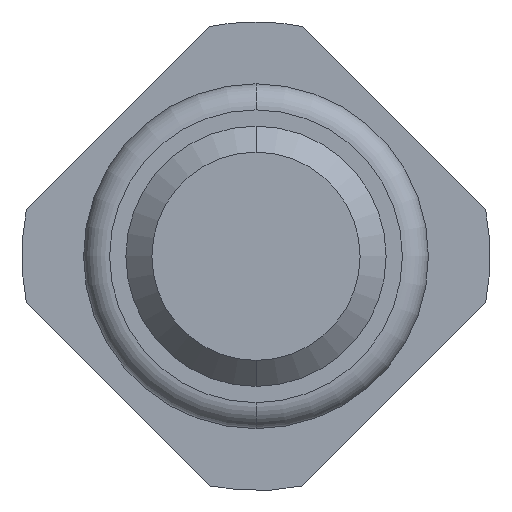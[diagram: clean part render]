
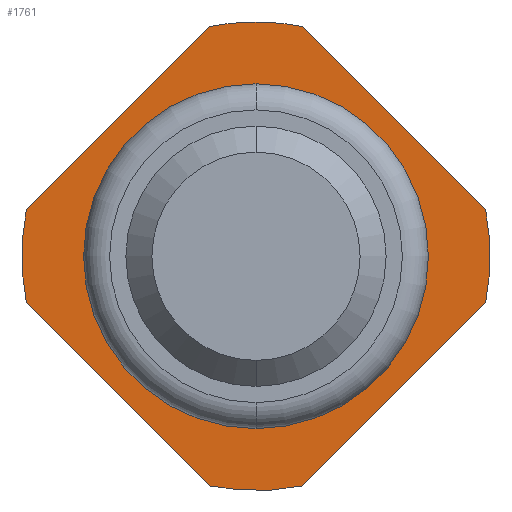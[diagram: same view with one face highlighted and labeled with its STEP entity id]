
A CAD part, front view. The second image highlights one B-rep face of the part: STEP entity #1761.
In plain terms, the highlighted planar face has unit normal (0, -1, 0).
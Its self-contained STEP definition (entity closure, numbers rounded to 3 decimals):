
#61 = ORIENTED_EDGE ( 'NONE', *, *, #4558, .F. ) ;
#202 = ORIENTED_EDGE ( 'NONE', *, *, #2159, .F. ) ;
#247 = EDGE_CURVE ( 'Defeature ausgef�hrt2_2+Defeature ausgef�hrt2_0+Defeature ausgef�hrt2_17+Defeature ausgef�hrt2_18', #3391, #1465, #573, .T. ) ;
#264 = LINE ( 'NONE', #2022, #2188 ) ;
#304 = EDGE_CURVE ( 'Defeature ausgef�hrt2_15+Defeature ausgef�hrt2_0+Defeature ausgef�hrt2_1+Defeature ausgef�hrt2_4', #2080, #2658, #731, .T. ) ;
#322 = ORIENTED_EDGE ( 'NONE', *, *, #304, .F. ) ;
#330 = DIRECTION ( 'NONE',  ( 0., 0., 1. ) ) ;
#355 = DIRECTION ( 'NONE',  ( 0., 1., 0. ) ) ;
#367 = CARTESIAN_POINT ( 'NONE',  ( -1.764, -2., -0.357 ) ) ;
#471 = EDGE_CURVE ( 'Defeature ausgef�hrt2_17+Defeature ausgef�hrt2_0+Defeature ausgef�hrt2_3+Defeature ausgef�hrt2_2', #487, #2265, #4196, .T. ) ;
#477 = CARTESIAN_POINT ( 'NONE',  ( 0., -2., 1.325 ) ) ;
#487 = VERTEX_POINT ( 'NONE', #2830 ) ;
#530 = AXIS2_PLACEMENT_3D ( 'NONE', #1114, #1473, #1098 ) ;
#531 = CARTESIAN_POINT ( 'NONE',  ( -0.357, -2., 1.764 ) ) ;
#549 = CIRCLE ( 'NONE', #530, 1.325 ) ;
#572 = CARTESIAN_POINT ( 'NONE',  ( 1.764, -2., -0.357 ) ) ;
#573 = CIRCLE ( 'NONE', #1034, 1.8 ) ;
#588 = EDGE_LOOP ( 'NONE', ( #1152, #2943 ) ) ;
#607 = AXIS2_PLACEMENT_3D ( 'NONE', #1909, #1515, #3252 ) ;
#627 = VERTEX_POINT ( 'NONE', #1867 ) ;
#675 = ORIENTED_EDGE ( 'NONE', *, *, #247, .F. ) ;
#713 = AXIS2_PLACEMENT_3D ( 'NONE', #2581, #4357, #1547 ) ;
#720 = DIRECTION ( 'NONE',  ( 0., 0., 1. ) ) ;
#727 = CARTESIAN_POINT ( 'NONE',  ( 0., -2., 0. ) ) ;
#731 = LINE ( 'NONE', #4025, #3371 ) ;
#735 = DIRECTION ( 'NONE',  ( 0., 0., 1. ) ) ;
#770 = DIRECTION ( 'NONE',  ( -0.707, 0., -0.707 ) ) ;
#849 = AXIS2_PLACEMENT_3D ( 'NONE', #2467, #355, #720 ) ;
#871 = VERTEX_POINT ( 'NONE', #477 ) ;
#924 = ORIENTED_EDGE ( 'NONE', *, *, #1521, .F. ) ;
#933 = VECTOR ( 'NONE', #2412, 1000. ) ;
#946 = EDGE_CURVE ( 'Defeature ausgef�hrt2_4+Defeature ausgef�hrt2_0+Defeature ausgef�hrt2_15+Defeature ausgef�hrt2_16', #2658, #627, #1164, .T. ) ;
#1034 = AXIS2_PLACEMENT_3D ( 'NONE', #2105, #1061, #735 ) ;
#1061 = DIRECTION ( 'NONE',  ( 0., 1., 0. ) ) ;
#1085 = DIRECTION ( 'NONE',  ( 0., 1., 0. ) ) ;
#1098 = DIRECTION ( 'NONE',  ( 0., 0., 1. ) ) ;
#1114 = CARTESIAN_POINT ( 'NONE',  ( 0., -2., 0. ) ) ;
#1117 = DIRECTION ( 'NONE',  ( 0., 1., 0. ) ) ;
#1152 = ORIENTED_EDGE ( 'NONE', *, *, #3300, .T. ) ;
#1164 = CIRCLE ( 'NONE', #3069, 1.8 ) ;
#1465 = VERTEX_POINT ( 'NONE', #1516 ) ;
#1473 = DIRECTION ( 'NONE',  ( 0., 1., 0. ) ) ;
#1515 = DIRECTION ( 'NONE',  ( 0., 1., 0. ) ) ;
#1516 = CARTESIAN_POINT ( 'NONE',  ( 0.357, -2., 1.764 ) ) ;
#1521 = EDGE_CURVE ( 'Defeature ausgef�hrt2_1+Defeature ausgef�hrt2_0+Defeature ausgef�hrt2_18+Defeature ausgef�hrt2_15', #3814, #2080, #4291, .T. ) ;
#1547 = DIRECTION ( 'NONE',  ( 0., 0., 1. ) ) ;
#1646 = CARTESIAN_POINT ( 'NONE',  ( 0., -2., -1.325 ) ) ;
#1652 = PLANE ( 'NONE',  #3402 ) ;
#1664 = VERTEX_POINT ( 'NONE', #1646 ) ;
#1666 = DIRECTION ( 'NONE',  ( 0., 1., 0. ) ) ;
#1670 = ORIENTED_EDGE ( 'NONE', *, *, #946, .F. ) ;
#1747 = DIRECTION ( 'NONE',  ( 0.707, 0., 0.707 ) ) ;
#1761 = ADVANCED_FACE ( 'Defeature ausgef�hrt2_0', ( #1853, #3349 ), #1652, .F. ) ;
#1818 = CARTESIAN_POINT ( 'NONE',  ( -0.161, -2., 1.961 ) ) ;
#1853 = FACE_BOUND ( 'NONE', #588, .T. ) ;
#1867 = CARTESIAN_POINT ( 'NONE',  ( -0.357, -2., -1.764 ) ) ;
#1909 = CARTESIAN_POINT ( 'NONE',  ( 0., -2., 0. ) ) ;
#1962 = EDGE_CURVE ( 'Defeature ausgef�hrt2_0+Defeature ausgef�hrt2_12+Defeature ausgef�hrt2_12+Defeature ausgef�hrt2_12', #1664, #871, #3627, .T. ) ;
#2022 = CARTESIAN_POINT ( 'NONE',  ( -0.161, -2., -1.961 ) ) ;
#2052 = CARTESIAN_POINT ( 'NONE',  ( 1.961, -2., 0.161 ) ) ;
#2062 = CIRCLE ( 'NONE', #849, 1.8 ) ;
#2080 = VERTEX_POINT ( 'NONE', #572 ) ;
#2105 = CARTESIAN_POINT ( 'NONE',  ( 0., -2., 0. ) ) ;
#2159 = EDGE_CURVE ( 'Defeature ausgef�hrt2_18+Defeature ausgef�hrt2_0+Defeature ausgef�hrt2_2+Defeature ausgef�hrt2_1', #1465, #3814, #3844, .T. ) ;
#2162 = CARTESIAN_POINT ( 'NONE',  ( 0., -2., 0. ) ) ;
#2188 = VECTOR ( 'NONE', #2381, 1000. ) ;
#2265 = VERTEX_POINT ( 'NONE', #531 ) ;
#2281 = ORIENTED_EDGE ( 'NONE', *, *, #471, .F. ) ;
#2381 = DIRECTION ( 'NONE',  ( -0.707, 0., 0.707 ) ) ;
#2412 = DIRECTION ( 'NONE',  ( 0.707, 0., -0.707 ) ) ;
#2467 = CARTESIAN_POINT ( 'NONE',  ( 0., -2., 0. ) ) ;
#2581 = CARTESIAN_POINT ( 'NONE',  ( 0., -2., 0. ) ) ;
#2658 = VERTEX_POINT ( 'NONE', #3856 ) ;
#2817 = EDGE_CURVE ( 'Defeature ausgef�hrt2_3+Defeature ausgef�hrt2_0+Defeature ausgef�hrt2_16+Defeature ausgef�hrt2_17', #4088, #487, #2848, .T. ) ;
#2830 = CARTESIAN_POINT ( 'NONE',  ( -1.764, -2., 0.357 ) ) ;
#2848 = CIRCLE ( 'NONE', #607, 1.8 ) ;
#2884 = DIRECTION ( 'NONE',  ( 0., 0., 1. ) ) ;
#2943 = ORIENTED_EDGE ( 'NONE', *, *, #1962, .T. ) ;
#3069 = AXIS2_PLACEMENT_3D ( 'NONE', #727, #1085, #3182 ) ;
#3073 = CARTESIAN_POINT ( 'NONE',  ( 1.8, -2., 0. ) ) ;
#3182 = DIRECTION ( 'NONE',  ( 0., 0., 1. ) ) ;
#3252 = DIRECTION ( 'NONE',  ( 0., 0., 1. ) ) ;
#3283 = EDGE_LOOP ( 'NONE', ( #202, #675, #3791, #2281, #3677, #61, #1670, #322, #924 ) ) ;
#3300 = EDGE_CURVE ( 'Defeature ausgef�hrt2_0+Defeature ausgef�hrt2_12+Defeature ausgef�hrt2_12+Defeature ausgef�hrt2_12', #871, #1664, #549, .T. ) ;
#3349 = FACE_OUTER_BOUND ( 'NONE', #3283, .T. ) ;
#3371 = VECTOR ( 'NONE', #770, 1000. ) ;
#3391 = VERTEX_POINT ( 'NONE', #3584 ) ;
#3402 = AXIS2_PLACEMENT_3D ( 'NONE', #3073, #1666, #330 ) ;
#3584 = CARTESIAN_POINT ( 'NONE',  ( 0., -2., 1.8 ) ) ;
#3627 = CIRCLE ( 'NONE', #3640, 1.325 ) ;
#3640 = AXIS2_PLACEMENT_3D ( 'NONE', #2162, #1117, #2884 ) ;
#3677 = ORIENTED_EDGE ( 'NONE', *, *, #2817, .F. ) ;
#3791 = ORIENTED_EDGE ( 'NONE', *, *, #3799, .F. ) ;
#3799 = EDGE_CURVE ( 'Defeature ausgef�hrt2_2+Defeature ausgef�hrt2_0+Defeature ausgef�hrt2_17+Defeature ausgef�hrt2_18', #2265, #3391, #2062, .T. ) ;
#3814 = VERTEX_POINT ( 'NONE', #3963 ) ;
#3820 = VECTOR ( 'NONE', #1747, 1000. ) ;
#3844 = LINE ( 'NONE', #2052, #933 ) ;
#3856 = CARTESIAN_POINT ( 'NONE',  ( 0.357, -2., -1.764 ) ) ;
#3963 = CARTESIAN_POINT ( 'NONE',  ( 1.764, -2., 0.357 ) ) ;
#4025 = CARTESIAN_POINT ( 'NONE',  ( 1.961, -2., -0.161 ) ) ;
#4088 = VERTEX_POINT ( 'NONE', #367 ) ;
#4196 = LINE ( 'NONE', #1818, #3820 ) ;
#4291 = CIRCLE ( 'NONE', #713, 1.8 ) ;
#4357 = DIRECTION ( 'NONE',  ( 0., 1., 0. ) ) ;
#4558 = EDGE_CURVE ( 'Defeature ausgef�hrt2_16+Defeature ausgef�hrt2_0+Defeature ausgef�hrt2_4+Defeature ausgef�hrt2_3', #627, #4088, #264, .T. ) ;
